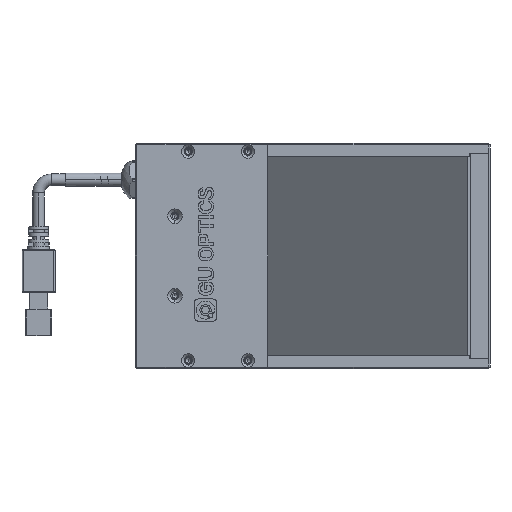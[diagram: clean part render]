
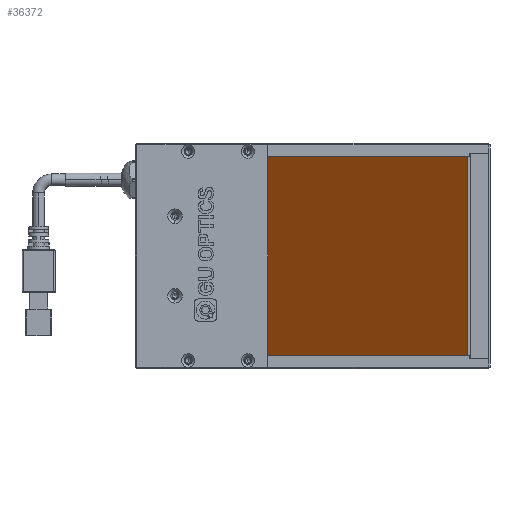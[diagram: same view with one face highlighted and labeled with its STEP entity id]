
A CAD part, front view. The second image highlights one B-rep face of the part: STEP entity #36372.
In plain terms, the highlighted planar face has unit normal (-0.707, -0.707, 0).
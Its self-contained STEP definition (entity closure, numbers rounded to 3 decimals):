
#1926 = VERTEX_POINT ( 'NONE', #13924 ) ;
#2251 = DIRECTION ( 'NONE',  ( 0.707, 0.707, 0. ) ) ;
#2313 = EDGE_CURVE ( 'NONE', #4103, #1926, #22404, .T. ) ;
#2569 = VECTOR ( 'NONE', #10537, 1000. ) ;
#2968 = AXIS2_PLACEMENT_3D ( 'NONE', #20324, #2251, #23361 ) ;
#4011 = CARTESIAN_POINT ( 'NONE',  ( 38.782, -10.489, 3. ) ) ;
#4103 = VERTEX_POINT ( 'NONE', #10975 ) ;
#4745 = CARTESIAN_POINT ( 'NONE',  ( 38.782, -10.489, 64.7 ) ) ;
#6333 = VECTOR ( 'NONE', #12117, 1000. ) ;
#7165 = EDGE_LOOP ( 'NONE', ( #36324, #26345, #22353, #35242 ) ) ;
#7212 = VERTEX_POINT ( 'NONE', #20465 ) ;
#8177 = LINE ( 'NONE', #4745, #16205 ) ;
#9037 = VECTOR ( 'NONE', #11107, 1000. ) ;
#10537 = DIRECTION ( 'NONE',  ( 0., 0., 1. ) ) ;
#10975 = CARTESIAN_POINT ( 'NONE',  ( -22.913, 51.206, 64.7 ) ) ;
#11107 = DIRECTION ( 'NONE',  ( -0.707, 0.707, 0. ) ) ;
#11999 = CARTESIAN_POINT ( 'NONE',  ( 38.782, -10.489, 64.7 ) ) ;
#12117 = DIRECTION ( 'NONE',  ( 0.707, -0.707, 0. ) ) ;
#13450 = CARTESIAN_POINT ( 'NONE',  ( -22.913, 51.206, 64.7 ) ) ;
#13924 = CARTESIAN_POINT ( 'NONE',  ( 38.782, -10.489, 64.7 ) ) ;
#14141 = PLANE ( 'NONE',  #2968 ) ;
#16205 = VECTOR ( 'NONE', #22813, 1000. ) ;
#17086 = LINE ( 'NONE', #35252, #9037 ) ;
#18354 = EDGE_CURVE ( 'NONE', #7212, #4103, #27619, .T. ) ;
#20324 = CARTESIAN_POINT ( 'NONE',  ( 38.782, -10.489, 64.7 ) ) ;
#20465 = CARTESIAN_POINT ( 'NONE',  ( -22.913, 51.206, 3. ) ) ;
#22239 = VERTEX_POINT ( 'NONE', #4011 ) ;
#22353 = ORIENTED_EDGE ( 'NONE', *, *, #34207, .F. ) ;
#22404 = LINE ( 'NONE', #11999, #6333 ) ;
#22813 = DIRECTION ( 'NONE',  ( 0., 0., -1. ) ) ;
#23361 = DIRECTION ( 'NONE',  ( -0.707, 0.707, 0. ) ) ;
#26345 = ORIENTED_EDGE ( 'NONE', *, *, #27889, .F. ) ;
#27619 = LINE ( 'NONE', #13450, #2569 ) ;
#27889 = EDGE_CURVE ( 'NONE', #22239, #7212, #17086, .T. ) ;
#34207 = EDGE_CURVE ( 'NONE', #1926, #22239, #8177, .T. ) ;
#35242 = ORIENTED_EDGE ( 'NONE', *, *, #2313, .F. ) ;
#35252 = CARTESIAN_POINT ( 'NONE',  ( 38.782, -10.489, 3. ) ) ;
#36324 = ORIENTED_EDGE ( 'NONE', *, *, #18354, .F. ) ;
#36372 = ADVANCED_FACE ( 'NONE', ( #38310 ), #14141, .F. ) ;
#38310 = FACE_OUTER_BOUND ( 'NONE', #7165, .T. ) ;
